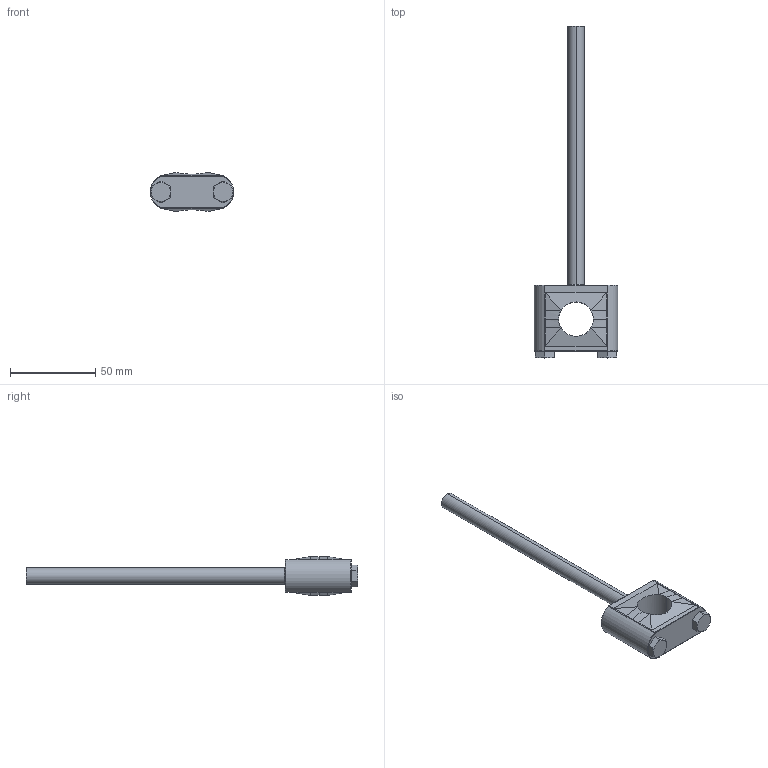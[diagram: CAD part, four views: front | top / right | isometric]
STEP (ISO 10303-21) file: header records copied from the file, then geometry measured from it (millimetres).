
FILE_DESCRIPTION (( 'STEP AP214' ), '1' );
FILE_NAME ('CSDW6R0.50P304ZP.STEP', '2023-05-29T08:03:30', ( '' ), ( '' ), 'SwSTEP 2.0', 'SolidWorks 2018', '' );
FILE_SCHEMA (( 'AUTOMOTIVE_DESIGN' ));
Length unit declared in the file: inch
Products named in the file (1): CSDW6R0.50P304ZP
Bounding box: 48.94 x 195.08 x 22.86 mm (x, y, z)
Volume: 40306.6 mm3; surface area: 12041.5 mm2
Topology: 1 solids, 1 shells, 101 faces, 236 edges, 136 vertices
Faces by surface type: plane 39, cylinder 18, cone 16, bspline 16, torus 12
Entity records: 3270 total; most frequent: CARTESIAN_POINT 1130, ORIENTED_EDGE 472, DIRECTION 388, EDGE_CURVE 236, AXIS2_PLACEMENT_3D 146, VERTEX_POINT 136, EDGE_LOOP 102, FACE_OUTER_BOUND 101
